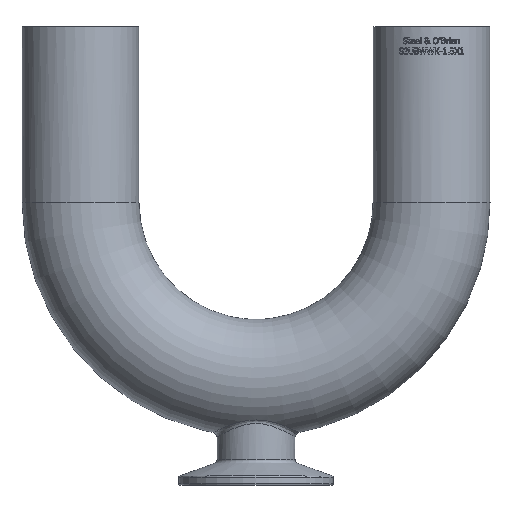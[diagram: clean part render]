
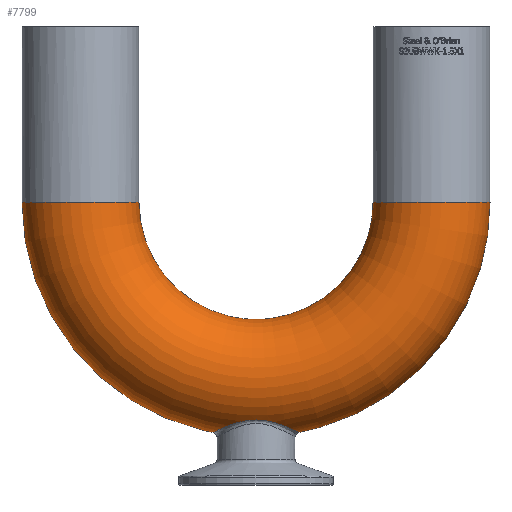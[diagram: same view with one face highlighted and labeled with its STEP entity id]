
A CAD part, top view. The second image highlights one B-rep face of the part: STEP entity #7799.
In plain terms, the highlighted toroidal (fillet/blend) face has major radius 57.15 mm and minor radius 19.05 mm.
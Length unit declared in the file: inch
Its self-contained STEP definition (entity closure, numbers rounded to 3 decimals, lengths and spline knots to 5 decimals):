
#24=TOROIDAL_SURFACE('',#8320,2.25,0.75);
#158=FACE_BOUND('',#1466,.T.);
#159=FACE_BOUND('',#1467,.T.);
#970=FACE_OUTER_BOUND('',#1465,.T.);
#1465=EDGE_LOOP('',(#7272));
#1466=EDGE_LOOP('',(#7273));
#1467=EDGE_LOOP('',(#7274));
#1835=B_SPLINE_CURVE_WITH_KNOTS('',3,(#17022,#17023,#17024,#17025,#17026,
#17027,#17028,#17029,#17030,#17031,#17032,#17033,#17034,#17035,#17036,#17037,
#17038,#17039,#17040,#17041,#17042,#17043,#17044,#17045,#17046,#17047,#17048,
#17049,#17050,#17051,#17052,#17053,#17054,#17055,#17056,#17057,#17058,#17059,
#17060,#17061,#17062,#17063,#17064,#17065,#17066,#17067,#17068,#17069,#17070),
 .UNSPECIFIED.,.T.,.F.,(4,3,3,3,3,3,3,3,3,3,3,3,3,3,3,3,4),(-6.08699,
-5.79272,-5.31666,-4.70858,-4.18708,
-3.69023,-3.14927,-2.53211,-2.07691,
-1.68522,-1.13508,-0.53785,-0.01198,
0.49122,1.03984,1.63216,2.06038),
 .UNSPECIFIED.);
#2012=CIRCLE('',#8272,0.75);
#2032=CIRCLE('',#8316,0.75);
#3807=VERTEX_POINT('',#16810);
#3822=VERTEX_POINT('',#16992);
#3829=VERTEX_POINT('',#17128);
#4954=EDGE_CURVE('',#3807,#3807,#2012,.T.);
#4971=EDGE_CURVE('',#3822,#3822,#1835,.T.);
#4977=EDGE_CURVE('',#3829,#3829,#2032,.T.);
#7272=ORIENTED_EDGE('',*,*,#4954,.F.);
#7273=ORIENTED_EDGE('',*,*,#4971,.F.);
#7274=ORIENTED_EDGE('',*,*,#4977,.F.);
#7799=ADVANCED_FACE('',(#970,#158,#159),#24,.T.);
#8272=AXIS2_PLACEMENT_3D('',#16811,#9773,#9774);
#8316=AXIS2_PLACEMENT_3D('',#17129,#9861,#9862);
#8320=AXIS2_PLACEMENT_3D('',#17134,#9869,#9870);
#9773=DIRECTION('center_axis',(0.,1.,0.));
#9774=DIRECTION('ref_axis',(-1.,0.,0.));
#9861=DIRECTION('center_axis',(0.,1.,0.));
#9862=DIRECTION('ref_axis',(1.,0.,0.));
#9869=DIRECTION('center_axis',(0.,0.,
1.));
#9870=DIRECTION('ref_axis',(-1.,0.,0.));
#16810=CARTESIAN_POINT('',(2.25,0.,-0.75));
#16811=CARTESIAN_POINT('Origin',(2.25,0.,0.));
#16992=CARTESIAN_POINT('',(0.,-2.7912,0.51923));
#17022=CARTESIAN_POINT('Ctrl Pts',(0.,-2.7912,
0.51923));
#17023=CARTESIAN_POINT('Ctrl Pts',(-0.04286,-2.7912,
0.51923));
#17024=CARTESIAN_POINT('Ctrl Pts',(-0.08568,-2.79482,
0.51451));
#17025=CARTESIAN_POINT('Ctrl Pts',(-0.12681,-2.80126,
0.50541));
#17026=CARTESIAN_POINT('Ctrl Pts',(-0.19335,-2.81167,
0.49071));
#17027=CARTESIAN_POINT('Ctrl Pts',(-0.25531,-2.82916,
0.46476));
#17028=CARTESIAN_POINT('Ctrl Pts',(-0.30996,-2.84777,
0.42987));
#17029=CARTESIAN_POINT('Ctrl Pts',(-0.37976,-2.87153,
0.38529));
#17030=CARTESIAN_POINT('Ctrl Pts',(-0.43818,-2.89696,
0.32583));
#17031=CARTESIAN_POINT('Ctrl Pts',(-0.48015,-2.91588,
0.25548));
#17032=CARTESIAN_POINT('Ctrl Pts',(-0.51615,-2.9321,
0.19515));
#17033=CARTESIAN_POINT('Ctrl Pts',(-0.53975,-2.94354,
0.12671));
#17034=CARTESIAN_POINT('Ctrl Pts',(-0.54783,-2.94743,
0.05599));
#17035=CARTESIAN_POINT('Ctrl Pts',(-0.55553,-2.95113,
-0.01139));
#17036=CARTESIAN_POINT('Ctrl Pts',(-0.54903,-2.94792,
-0.08052));
#17037=CARTESIAN_POINT('Ctrl Pts',(-0.52924,-2.93856,
-0.14505));
#17038=CARTESIAN_POINT('Ctrl Pts',(-0.50769,-2.92837,
-0.21531));
#17039=CARTESIAN_POINT('Ctrl Pts',(-0.47069,-2.91098,
-0.27991));
#17040=CARTESIAN_POINT('Ctrl Pts',(-0.42238,-2.89072,
-0.33422));
#17041=CARTESIAN_POINT('Ctrl Pts',(-0.36727,-2.8676,
-0.39618));
#17042=CARTESIAN_POINT('Ctrl Pts',(-0.29754,-2.84055,
-0.44518));
#17043=CARTESIAN_POINT('Ctrl Pts',(-0.21766,-2.82011,
-0.47733));
#17044=CARTESIAN_POINT('Ctrl Pts',(-0.15874,-2.80503,
-0.50105));
#17045=CARTESIAN_POINT('Ctrl Pts',(-0.09394,-2.79402,
-0.51546));
#17046=CARTESIAN_POINT('Ctrl Pts',(-0.02777,-2.79169,
-0.51858));
#17047=CARTESIAN_POINT('Ctrl Pts',(0.02916,-2.78969,
-0.52126));
#17048=CARTESIAN_POINT('Ctrl Pts',(0.0867,-2.79421,
-0.51552));
#17049=CARTESIAN_POINT('Ctrl Pts',(0.14092,-2.80358,
-0.50211));
#17050=CARTESIAN_POINT('Ctrl Pts',(0.21708,-2.81675,-0.48328));
#17051=CARTESIAN_POINT('Ctrl Pts',(0.28669,-2.83869,
-0.44973));
#17052=CARTESIAN_POINT('Ctrl Pts',(0.346,-2.86055,-0.40476));
#17053=CARTESIAN_POINT('Ctrl Pts',(0.41039,-2.88428,
-0.35595));
#17054=CARTESIAN_POINT('Ctrl Pts',(0.46309,-2.90795,
-0.29326));
#17055=CARTESIAN_POINT('Ctrl Pts',(0.49895,-2.92444,
-0.22101));
#17056=CARTESIAN_POINT('Ctrl Pts',(0.53053,-2.93895,
-0.15739));
#17057=CARTESIAN_POINT('Ctrl Pts',(0.54868,-2.94784,
-0.08636));
#17058=CARTESIAN_POINT('Ctrl Pts',(0.55081,-2.94886,
-0.01455));
#17059=CARTESIAN_POINT('Ctrl Pts',(0.55284,-2.94984,
0.05416));
#17060=CARTESIAN_POINT('Ctrl Pts',(0.54016,-2.94362,0.12321));
#17061=CARTESIAN_POINT('Ctrl Pts',(0.51455,-2.93166,
0.18636));
#17062=CARTESIAN_POINT('Ctrl Pts',(0.48663,-2.91863,
0.25521));
#17063=CARTESIAN_POINT('Ctrl Pts',(0.44368,-2.89888,
0.31697));
#17064=CARTESIAN_POINT('Ctrl Pts',(0.38995,-2.87743,0.3676));
#17065=CARTESIAN_POINT('Ctrl Pts',(0.33194,-2.85428,0.42226));
#17066=CARTESIAN_POINT('Ctrl Pts',(0.26122,-2.82895,
0.46442));
#17067=CARTESIAN_POINT('Ctrl Pts',(0.18186,-2.8116,
0.49037));
#17068=CARTESIAN_POINT('Ctrl Pts',(0.12448,-2.79906,
0.50914));
#17069=CARTESIAN_POINT('Ctrl Pts',(0.06237,-2.7912,
0.51923));
#17070=CARTESIAN_POINT('Ctrl Pts',(0.,-2.7912,
0.51923));
#17128=CARTESIAN_POINT('',(-2.25,0.,-0.75));
#17129=CARTESIAN_POINT('Origin',(-2.25,0.,
0.));
#17134=CARTESIAN_POINT('Origin',(0.,0.,
0.));
